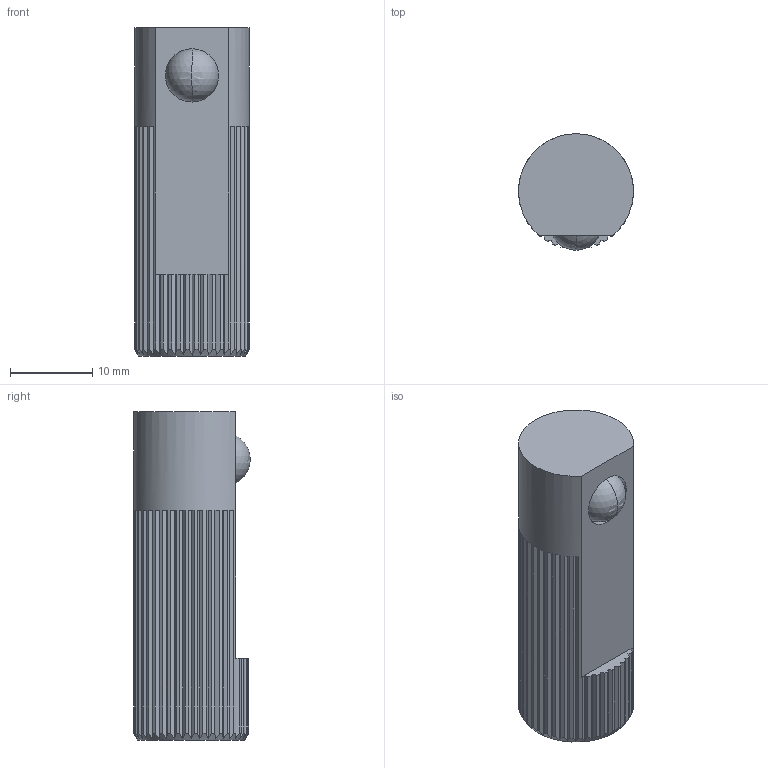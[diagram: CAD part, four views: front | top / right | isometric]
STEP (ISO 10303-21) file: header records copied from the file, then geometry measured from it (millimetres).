
FILE_DESCRIPTION(('STEP AP214'),'1');
FILE_NAME(' ',' ',('TraceParts'),('TraceParts S.A.'),'XStep 1.0',' ',' ');
FILE_SCHEMA(('automotive_design'));
Length unit declared in the file: millimetre
Products named in the file (2): 1; 2
Bounding box: 14 x 14.2 x 40 mm (x, y, z)
Volume: 5563.2 mm3; surface area: 2629.2 mm2
Topology: 2 solids, 2 shells, 136 faces, 393 edges, 258 vertices
Faces by surface type: plane 120, cylinder 12, sphere 2, cone 2
Entity records: 8723 total; most frequent: CARTESIAN_POINT 945, STYLED_ITEM 785, PRESENTATION_STYLE_ASSIGNMENT 785, COLOUR_RGB 785, ORIENTED_EDGE 778, DIRECTION 677, EDGE_CURVE 389, CURVE_STYLE 389
